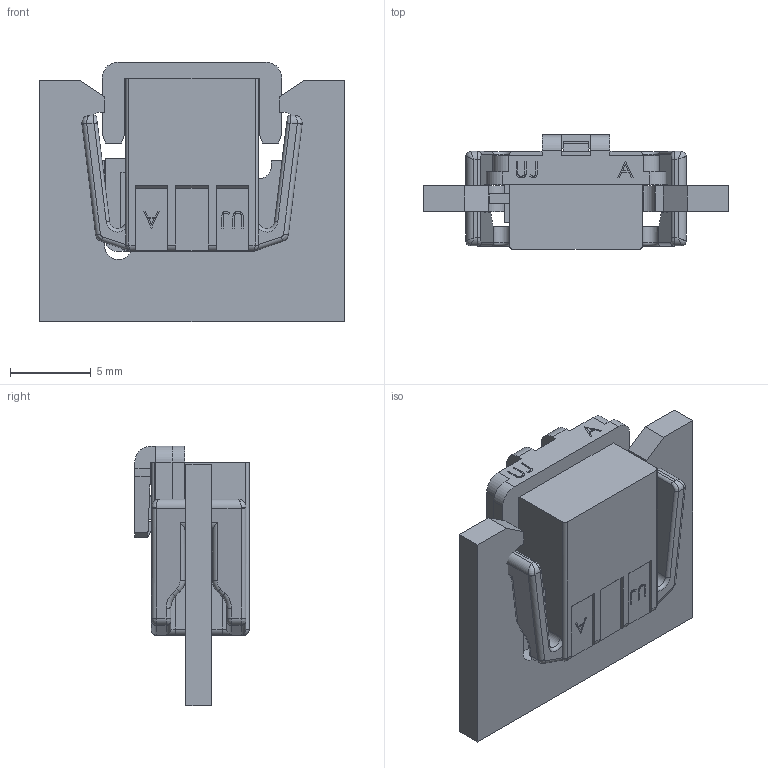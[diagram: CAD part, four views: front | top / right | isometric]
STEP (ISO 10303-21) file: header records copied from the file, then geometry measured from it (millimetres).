
FILE_DESCRIPTION((''),'2;1');
FILE_NAME('ASM0001_ASM','2023-01-04T15:41:10',('kchan'),(''),'CREO PARAMETRIC BY PTC INC, 2017380','CREO PARAMETRIC BY PTC INC, 2017380','');
FILE_SCHEMA(('CONFIG_CONTROL_DESIGN'));
Length unit declared in the file: millimetre
Products named in the file (3): C_PCB_3F; C_PCB_SLOT_3F_HSG; ASM0001_ASM
Assembly tree (2 placements, depth 2):
  ASM0001_ASM
    C_PCB_3F
    C_PCB_SLOT_3F_HSG
Bounding box: 18.84 x 7.07 x 16.05 mm (x, y, z)
Volume: 905.6 mm3; surface area: 1353.7 mm2
Topology: 2 solids, 2 shells, 391 faces, 1071 edges, 688 vertices
Faces by surface type: plane 222, cylinder 93, extrusion 38, bspline 26, torus 12
Entity records: 14919 total; most frequent: CARTESIAN_POINT 5171, ORIENTED_EDGE 2122, DIRECTION 1829, EDGE_CURVE 1061, VECTOR 761, LINE 723, VERTEX_POINT 686, AXIS2_PLACEMENT_3D 534
